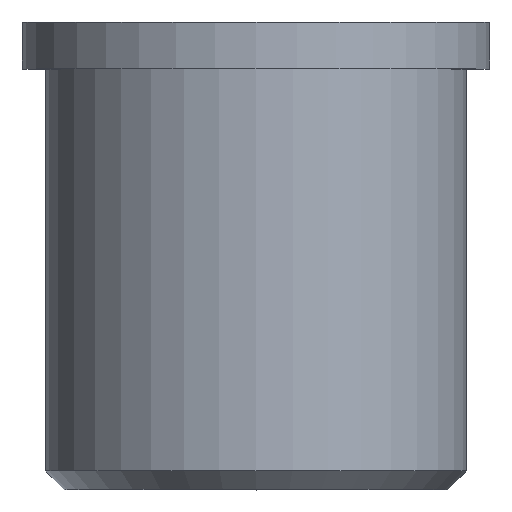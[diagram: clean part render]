
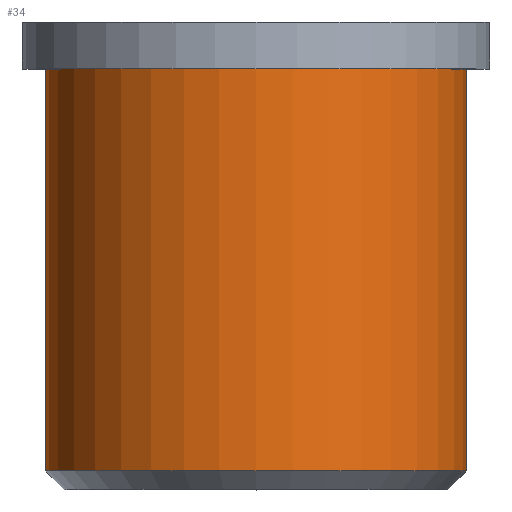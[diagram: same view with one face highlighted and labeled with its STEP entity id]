
A CAD part, top view. The second image highlights one B-rep face of the part: STEP entity #34.
In plain terms, the highlighted cylindrical face has radius 2.857 mm (diameter 5.715 mm), a partial arc.
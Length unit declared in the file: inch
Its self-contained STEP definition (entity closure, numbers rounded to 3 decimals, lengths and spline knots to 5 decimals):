
#17 = VERTEX_POINT ( 'NONE', #193 ) ;
#24 = EDGE_CURVE ( 'NONE', #27, #45, #224, .T. ) ;
#25 = ORIENTED_EDGE ( 'NONE', *, *, #36, .F. ) ;
#26 = ORIENTED_EDGE ( 'NONE', *, *, #24, .F. ) ;
#27 = VERTEX_POINT ( 'NONE', #216 ) ;
#28 = VERTEX_POINT ( 'NONE', #215 ) ;
#29 = EDGE_LOOP ( 'NONE', ( #30, #35, #25, #26 ) ) ;
#30 = ORIENTED_EDGE ( 'NONE', *, *, #31, .T. ) ;
#31 = EDGE_CURVE ( 'NONE', #27, #28, #214, .T. ) ;
#33 = EDGE_CURVE ( 'NONE', #28, #17, #205, .T. ) ;
#34 = ADVANCED_FACE ( 'NONE', ( #201 ), #199, .T. ) ;
#35 = ORIENTED_EDGE ( 'NONE', *, *, #33, .T. ) ;
#36 = EDGE_CURVE ( 'NONE', #45, #17, #194, .T. ) ;
#45 = VERTEX_POINT ( 'NONE', #240 ) ;
#193 = CARTESIAN_POINT ( 'NONE',  ( -0.1125, 0.01, 0. ) ) ;
#194 = CIRCLE ( 'NONE', #255, 0.1125 ) ;
#195 = DIRECTION ( 'NONE',  ( 1., 0., 0. ) ) ;
#196 = DIRECTION ( 'NONE',  ( 0., -1., 0. ) ) ;
#197 = CARTESIAN_POINT ( 'NONE',  ( 0., 0., 0. ) ) ;
#198 = AXIS2_PLACEMENT_3D ( 'NONE', #197, #196, #195 ) ;
#199 = CYLINDRICAL_SURFACE ( 'NONE', #198, 0.1125 ) ;
#200 = CARTESIAN_POINT ( 'NONE',  ( 0., 0.01, 0. ) ) ;
#201 = FACE_OUTER_BOUND ( 'NONE', #29, .T. ) ;
#202 = DIRECTION ( 'NONE',  ( 0., -1., 0. ) ) ;
#203 = VECTOR ( 'NONE', #202, 39.37008 ) ;
#204 = CARTESIAN_POINT ( 'NONE',  ( -0.1125, 0., 0. ) ) ;
#205 = LINE ( 'NONE', #204, #203 ) ;
#210 = DIRECTION ( 'NONE',  ( 1., 0., 0. ) ) ;
#211 = DIRECTION ( 'NONE',  ( 0., -1., 0. ) ) ;
#212 = CARTESIAN_POINT ( 'NONE',  ( 0., 0.225, 0. ) ) ;
#213 = AXIS2_PLACEMENT_3D ( 'NONE', #212, #211, #210 ) ;
#214 = CIRCLE ( 'NONE', #213, 0.1125 ) ;
#215 = CARTESIAN_POINT ( 'NONE',  ( -0.1125, 0.225, 0. ) ) ;
#216 = CARTESIAN_POINT ( 'NONE',  ( 0.1125, 0.225, 0. ) ) ;
#217 = DIRECTION ( 'NONE',  ( 0., -1., 0. ) ) ;
#218 = VECTOR ( 'NONE', #217, 39.37008 ) ;
#219 = CARTESIAN_POINT ( 'NONE',  ( 0.1125, 0., 0. ) ) ;
#224 = LINE ( 'NONE', #219, #218 ) ;
#240 = CARTESIAN_POINT ( 'NONE',  ( 0.1125, 0.01, 0. ) ) ;
#253 = DIRECTION ( 'NONE',  ( 1., 0., 0. ) ) ;
#254 = DIRECTION ( 'NONE',  ( 0., -1., 0. ) ) ;
#255 = AXIS2_PLACEMENT_3D ( 'NONE', #200, #254, #253 ) ;
